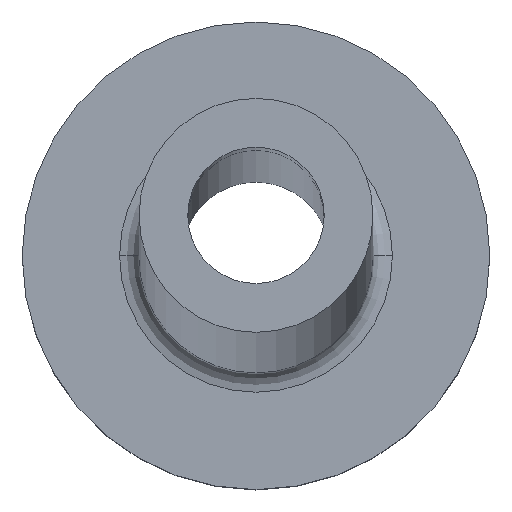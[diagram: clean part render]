
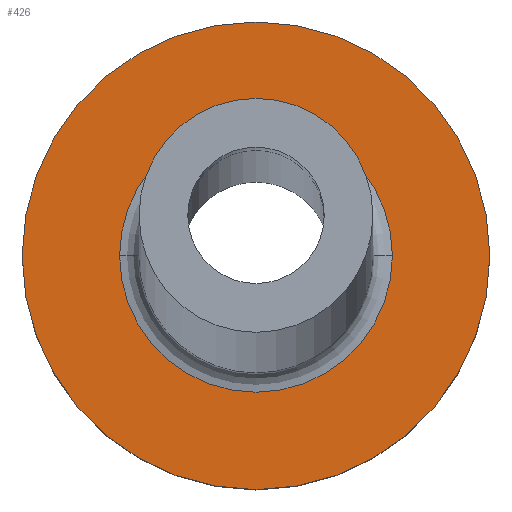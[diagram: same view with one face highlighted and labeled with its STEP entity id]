
A CAD part, top view. The second image highlights one B-rep face of the part: STEP entity #426.
In plain terms, the highlighted planar face has unit normal (0, 0, 1).
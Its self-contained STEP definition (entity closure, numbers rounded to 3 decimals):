
#8 = CARTESIAN_POINT ( 'NONE',  ( 0., 0., 5. ) ) ;
#9 = CARTESIAN_POINT ( 'NONE',  ( 0., 0., 5. ) ) ;
#10 = AXIS2_PLACEMENT_3D ( 'NONE', #9, #443, #147 ) ;
#16 = EDGE_LOOP ( 'NONE', ( #197, #402 ) ) ;
#20 = ORIENTED_EDGE ( 'NONE', *, *, #322, .T. ) ;
#34 = DIRECTION ( 'NONE',  ( 0., 0., -1. ) ) ;
#45 = DIRECTION ( 'NONE',  ( 1., 0., 0. ) ) ;
#77 = EDGE_CURVE ( 'NONE', #269, #331, #268, .T. ) ;
#80 = ORIENTED_EDGE ( 'NONE', *, *, #240, .T. ) ;
#91 = EDGE_LOOP ( 'NONE', ( #20, #80 ) ) ;
#95 = CARTESIAN_POINT ( 'NONE',  ( 0., 0., 5. ) ) ;
#126 = FACE_OUTER_BOUND ( 'NONE', #16, .T. ) ;
#132 = CARTESIAN_POINT ( 'NONE',  ( 0., 0., 5. ) ) ;
#147 = DIRECTION ( 'NONE',  ( 1., 0., 0. ) ) ;
#151 = CARTESIAN_POINT ( 'NONE',  ( 6., 0., 5. ) ) ;
#157 = AXIS2_PLACEMENT_3D ( 'NONE', #369, #456, #173 ) ;
#173 = DIRECTION ( 'NONE',  ( 1., 0., 0. ) ) ;
#179 = AXIS2_PLACEMENT_3D ( 'NONE', #132, #387, #45 ) ;
#197 = ORIENTED_EDGE ( 'NONE', *, *, #77, .T. ) ;
#220 = DIRECTION ( 'NONE',  ( 0., 0., 1. ) ) ;
#229 = VERTEX_POINT ( 'NONE', #384 ) ;
#239 = VERTEX_POINT ( 'NONE', #452 ) ;
#240 = EDGE_CURVE ( 'NONE', #229, #239, #442, .T. ) ;
#264 = EDGE_CURVE ( 'NONE', #331, #269, #433, .T. ) ;
#267 = DIRECTION ( 'NONE',  ( 1., 0., 0. ) ) ;
#268 = CIRCLE ( 'NONE', #157, 6. ) ;
#269 = VERTEX_POINT ( 'NONE', #408 ) ;
#275 = CIRCLE ( 'NONE', #10, 3.5 ) ;
#292 = AXIS2_PLACEMENT_3D ( 'NONE', #95, #34, #267 ) ;
#315 = AXIS2_PLACEMENT_3D ( 'NONE', #8, #220, #392 ) ;
#322 = EDGE_CURVE ( 'NONE', #239, #229, #275, .T. ) ;
#331 = VERTEX_POINT ( 'NONE', #151 ) ;
#369 = CARTESIAN_POINT ( 'NONE',  ( 0., 0., 5. ) ) ;
#384 = CARTESIAN_POINT ( 'NONE',  ( -3.5, 0., 5. ) ) ;
#387 = DIRECTION ( 'NONE',  ( 0., 0., 1. ) ) ;
#392 = DIRECTION ( 'NONE',  ( 1., 0., 0. ) ) ;
#402 = ORIENTED_EDGE ( 'NONE', *, *, #264, .T. ) ;
#408 = CARTESIAN_POINT ( 'NONE',  ( -6., 0., 5. ) ) ;
#426 = ADVANCED_FACE ( 'NONE', ( #451, #126 ), #431, .T. ) ;
#431 = PLANE ( 'NONE',  #179 ) ;
#433 = CIRCLE ( 'NONE', #315, 6. ) ;
#442 = CIRCLE ( 'NONE', #292, 3.5 ) ;
#443 = DIRECTION ( 'NONE',  ( 0., 0., -1. ) ) ;
#451 = FACE_BOUND ( 'NONE', #91, .T. ) ;
#452 = CARTESIAN_POINT ( 'NONE',  ( 3.5, 0., 5. ) ) ;
#456 = DIRECTION ( 'NONE',  ( 0., 0., 1. ) ) ;
